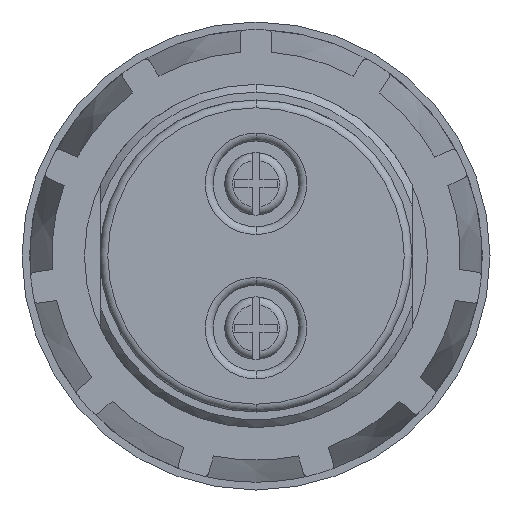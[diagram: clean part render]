
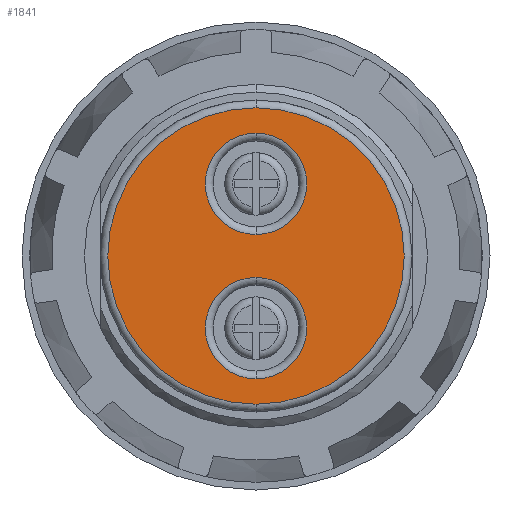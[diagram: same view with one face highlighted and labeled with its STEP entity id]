
A CAD part, front view. The second image highlights one B-rep face of the part: STEP entity #1841.
In plain terms, the highlighted planar face has unit normal (0, -1, 0).
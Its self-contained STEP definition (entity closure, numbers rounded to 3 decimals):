
#139 = EDGE_LOOP ( 'NONE', ( #3201, #4558 ) ) ;
#347 = CIRCLE ( 'NONE', #5201, 3.25 ) ;
#390 = FACE_BOUND ( 'NONE', #139, .T. ) ;
#514 = AXIS2_PLACEMENT_3D ( 'NONE', #6068, #6511, #6534 ) ;
#589 = CARTESIAN_POINT ( 'NONE',  ( 0., -50.5, -1.375 ) ) ;
#633 = CARTESIAN_POINT ( 'NONE',  ( 0., -50.5, 0. ) ) ;
#703 = DIRECTION ( 'NONE',  ( 0., -1., 0. ) ) ;
#793 = EDGE_CURVE ( 'NONE', #6315, #2380, #4424, .T. ) ;
#805 = VERTEX_POINT ( 'NONE', #3231 ) ;
#848 = ORIENTED_EDGE ( 'NONE', *, *, #5451, .T. ) ;
#867 = EDGE_CURVE ( 'NONE', #805, #3209, #4911, .T. ) ;
#1205 = AXIS2_PLACEMENT_3D ( 'NONE', #3575, #5616, #3640 ) ;
#1366 = CARTESIAN_POINT ( 'NONE',  ( 0., -50.5, -4.625 ) ) ;
#1391 = EDGE_LOOP ( 'NONE', ( #4290, #4829 ) ) ;
#1463 = VERTEX_POINT ( 'NONE', #2416 ) ;
#1841 = ADVANCED_FACE ( 'NONE', ( #390, #2642, #6119 ), #1880, .F. ) ;
#1880 = PLANE ( 'NONE',  #514 ) ;
#2189 = CARTESIAN_POINT ( 'NONE',  ( 0., -50.5, 0. ) ) ;
#2233 = EDGE_CURVE ( 'NONE', #2380, #6315, #5594, .T. ) ;
#2308 = AXIS2_PLACEMENT_3D ( 'NONE', #633, #3283, #4276 ) ;
#2380 = VERTEX_POINT ( 'NONE', #5450 ) ;
#2416 = CARTESIAN_POINT ( 'NONE',  ( 0., -50.5, 1.375 ) ) ;
#2595 = AXIS2_PLACEMENT_3D ( 'NONE', #1366, #2842, #4438 ) ;
#2642 = FACE_BOUND ( 'NONE', #6339, .T. ) ;
#2842 = DIRECTION ( 'NONE',  ( 0., 1., 0. ) ) ;
#2927 = CIRCLE ( 'NONE', #1205, 3.25 ) ;
#3007 = CARTESIAN_POINT ( 'NONE',  ( 0., -50.5, 9.5 ) ) ;
#3029 = EDGE_CURVE ( 'NONE', #3209, #805, #2927, .T. ) ;
#3168 = CARTESIAN_POINT ( 'NONE',  ( 0., -50.5, 7.875 ) ) ;
#3174 = VERTEX_POINT ( 'NONE', #3168 ) ;
#3201 = ORIENTED_EDGE ( 'NONE', *, *, #3029, .T. ) ;
#3209 = VERTEX_POINT ( 'NONE', #589 ) ;
#3231 = CARTESIAN_POINT ( 'NONE',  ( 0., -50.5, -7.875 ) ) ;
#3283 = DIRECTION ( 'NONE',  ( 0., -1., 0. ) ) ;
#3327 = DIRECTION ( 'NONE',  ( 0., 1., 0. ) ) ;
#3359 = ORIENTED_EDGE ( 'NONE', *, *, #6550, .T. ) ;
#3560 = AXIS2_PLACEMENT_3D ( 'NONE', #2189, #703, #5786 ) ;
#3575 = CARTESIAN_POINT ( 'NONE',  ( 0., -50.5, -4.625 ) ) ;
#3640 = DIRECTION ( 'NONE',  ( 0., 0., 1. ) ) ;
#3894 = CIRCLE ( 'NONE', #5851, 3.25 ) ;
#4276 = DIRECTION ( 'NONE',  ( 0., 0., 1. ) ) ;
#4290 = ORIENTED_EDGE ( 'NONE', *, *, #793, .T. ) ;
#4424 = CIRCLE ( 'NONE', #2308, 9.5 ) ;
#4438 = DIRECTION ( 'NONE',  ( 0., 0., 1. ) ) ;
#4558 = ORIENTED_EDGE ( 'NONE', *, *, #867, .T. ) ;
#4829 = ORIENTED_EDGE ( 'NONE', *, *, #2233, .T. ) ;
#4911 = CIRCLE ( 'NONE', #2595, 3.25 ) ;
#5201 = AXIS2_PLACEMENT_3D ( 'NONE', #6494, #3327, #6447 ) ;
#5263 = CARTESIAN_POINT ( 'NONE',  ( 0., -50.5, 4.625 ) ) ;
#5290 = DIRECTION ( 'NONE',  ( 0., 1., 0. ) ) ;
#5450 = CARTESIAN_POINT ( 'NONE',  ( 0., -50.5, -9.5 ) ) ;
#5451 = EDGE_CURVE ( 'NONE', #3174, #1463, #347, .T. ) ;
#5594 = CIRCLE ( 'NONE', #3560, 9.5 ) ;
#5616 = DIRECTION ( 'NONE',  ( 0., 1., 0. ) ) ;
#5777 = DIRECTION ( 'NONE',  ( 0., 0., 1. ) ) ;
#5786 = DIRECTION ( 'NONE',  ( 0., 0., 1. ) ) ;
#5851 = AXIS2_PLACEMENT_3D ( 'NONE', #5263, #5290, #5777 ) ;
#6068 = CARTESIAN_POINT ( 'NONE',  ( 0., -50.5, 0. ) ) ;
#6119 = FACE_OUTER_BOUND ( 'NONE', #1391, .T. ) ;
#6315 = VERTEX_POINT ( 'NONE', #3007 ) ;
#6339 = EDGE_LOOP ( 'NONE', ( #848, #3359 ) ) ;
#6447 = DIRECTION ( 'NONE',  ( 0., 0., 1. ) ) ;
#6494 = CARTESIAN_POINT ( 'NONE',  ( 0., -50.5, 4.625 ) ) ;
#6511 = DIRECTION ( 'NONE',  ( 0., 1., 0. ) ) ;
#6534 = DIRECTION ( 'NONE',  ( 0., 0., 1. ) ) ;
#6550 = EDGE_CURVE ( 'NONE', #1463, #3174, #3894, .T. ) ;
